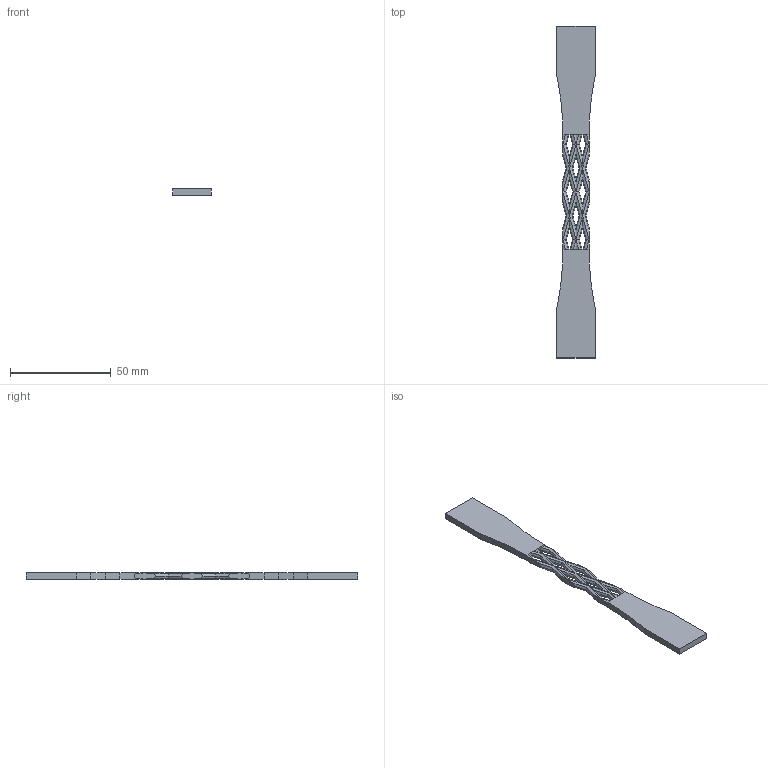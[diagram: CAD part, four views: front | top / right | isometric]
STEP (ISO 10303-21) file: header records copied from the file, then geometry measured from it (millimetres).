
FILE_DESCRIPTION(('FreeCAD Model'),'2;1');
FILE_NAME('Open CASCADE Shape Model','2021-08-03T20:13:18',('FreeCAD'),( 'FreeCAD'),'Open CASCADE STEP processor 7.5','FreeCAD','Unknown');
FILE_SCHEMA(('AUTOMOTIVE_DESIGN { 1 0 10303 214 1 1 1 1 }'));
Length unit declared in the file: millimetre
Products named in the file (1): Open CASCADE STEP translator 7.5 13
Bounding box: 19 x 165 x 3.2 mm (x, y, z)
Volume: 7181.1 mm3; surface area: 6230.4 mm2
Topology: 1 solids, 1 shells, 240 faces, 528 edges, 274 vertices
Faces by surface type: plane 240
Entity records: 12622 total; most frequent: CARTESIAN_POINT 2523, DIRECTION 1642, LINE 1160, VECTOR 1160, ORIENTED_EDGE 1056, PCURVE 1056, DEFINITIONAL_REPRESENTATION 1056, EDGE_CURVE 528
